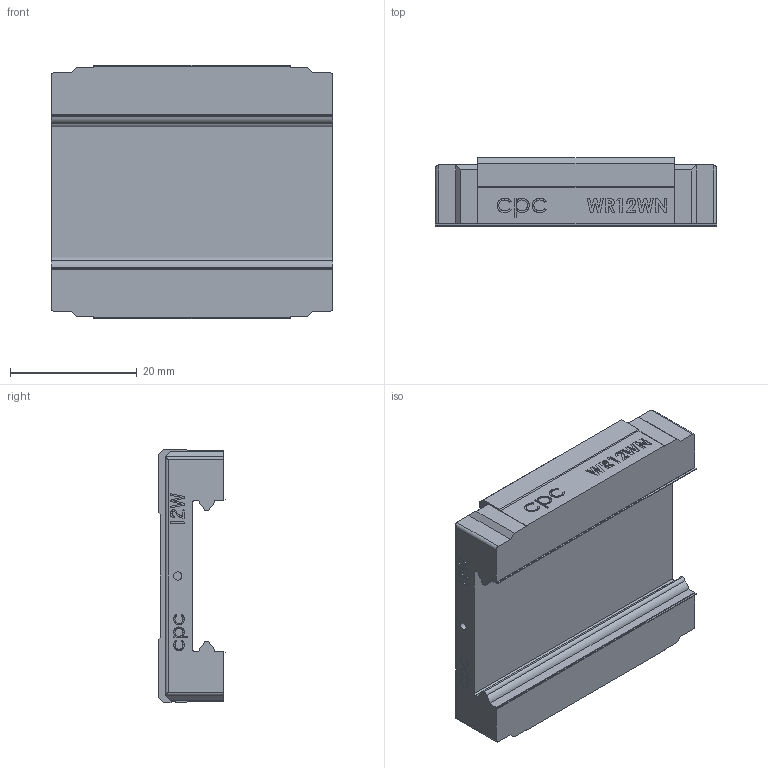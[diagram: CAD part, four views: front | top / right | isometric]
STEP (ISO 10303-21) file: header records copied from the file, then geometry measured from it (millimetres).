
FILE_DESCRIPTION (( 'STEP AP214' ), '1' );
FILE_NAME ('12WN-SU-ZU-block.STEP', '2012-07-13T11:03:30', ( '' ), ( '' ), 'SwSTEP 2.0', 'SolidWorks 2010', '' );
FILE_SCHEMA (( 'AUTOMOTIVE_DESIGN' ));
Length unit declared in the file: millimetre
Products named in the file (1): 12WN-SU-ZU-block
Bounding box: 44.4 x 10.7 x 40 mm (x, y, z)
Volume: 12279.5 mm3; surface area: 5875.3 mm2
Topology: 1 solids, 1 shells, 507 faces, 1365 edges, 898 vertices
Faces by surface type: plane 273, bspline 182, cylinder 36, cone 16
Entity records: 29935 total; most frequent: CARTESIAN_POINT 18009, ORIENTED_EDGE 2714, DIRECTION 1713, EDGE_CURVE 1357, VECTOR 917, LINE 917, VERTEX_POINT 898, EDGE_LOOP 553
